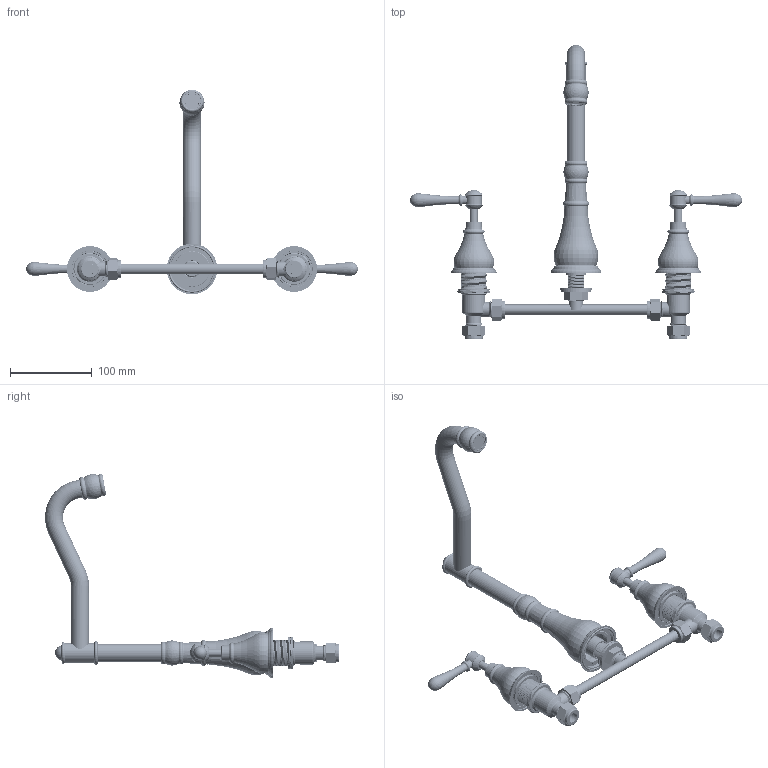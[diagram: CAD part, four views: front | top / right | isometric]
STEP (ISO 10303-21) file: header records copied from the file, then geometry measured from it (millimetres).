
FILE_DESCRIPTION (( 'STEP AP203' ), '1' );
FILE_NAME ('MV1014LCHE.STEP', '2020-02-26T07:07:28', ( 'Windows 蚚誧' ), ( '' ), 'SwSTEP 2.0', 'SolidWorks 2019', '' );
FILE_SCHEMA (( 'CONFIG_CONTROL_DESIGN' ));
Length unit declared in the file: millimetre
Products named in the file (52): 辦羲30.5坶踡蹟譫; M16X1 22奪爾諉簽; 18x1.5 O型圈; MV双把面盆钟罩组件; 双把手紫铜管（12.7X0.8X220); MV堤阨奪蚾庉芛; MV22堤阨奪蟀諉璃ㄗ郪ㄘ; MV三通面盆底帽; MV22古典出水管装饰圈; G1-2報滇酗諉芛; 双把110快开厨房主体组; Z19021D00  邧參翋极; 邧參報滇奪釱郪; MV珨趼忒謫; M16x1 22奪爾諉芛;     M70ZS02C     MV醱髓堤阨奪釱; 邧參醱髓褒概郪; 囀鞠褒潑芛蹟佪M5x12 (G12090G00); M4x5 囀鞠褒す傷蹟佪; MV1014LCHE; 110快开插齿G58阀芯（30.5阀盖）; G03097P00   呿蹋鞠褒簽;    M70ZS00C     MV醱髓笘欶 ; MV1014ACHE; 双把手紫铜管焊接头（G1-2H49);    M70ZS01C     MV醱髓笘欶蚾庉簽; 臟賙M21.5X1堤阨厙; 5-8辦羲概郋-110酗; 報滇荎宒郪; 58x2.5 O型圈 - UA70MV三通底帽; MV邧參珨趼忒謫釱; 220報滇豜肣諉奪郪; MV堤阨諳; 邧參報滇翋极郪; 22古典厨房直管焊接管; 22嘉萎報滇奪ㄗ爾諉ㄘ; 28.5X22.5X1.5綻祧菜え; G03009C00  邧參鞠褒簽; 22嘉萎報滇爾諉奪; M05001P00  呿蹋縐杶 ...
Assembly tree (73 placements, depth 5):
  MV1014LCHE
    双把110快开厨房主体组
      邧參報滇翋极郪
        邧參醱髓褒概郪
          Z19021D00  邧參翋极
          G03008C00   概极匐褒簽  x2
          40X32X1.5呿蹋菜え  x2
          G03009C00  邧參鞠褒簽  x2
          M05001P00  呿蹋縐杶  x2
        邧參醱髓褒概郪
          Z19021D00  邧參翋极
          G03008C00   概极匐褒簽  x2
          40X32X1.5呿蹋菜え  x2
          G03009C00  邧參鞠褒簽  x2
          M05001P00  呿蹋縐杶  x2
        220報滇豜肣諉奪郪
          双把手紫铜管（12.7X0.8X220)
          双把手紫铜管焊接头（G1-2H49)
        G03097P00   呿蹋鞠褒簽
        菜え
      110快开插齿G58阀芯（30.5阀盖）
        5-8辦羲概郋-110酗
        辦羲30.5坶踡蹟譫
        28.5X22.5X1.5綻祧菜え
      110快开插齿G58阀芯（30.5阀盖）
        5-8辦羲概郋-110酗
        辦羲30.5坶踡蹟譫
        28.5X22.5X1.5綻祧菜え
      MV双把面盆钟罩组件
           M70ZS00C     MV醱髓笘欶 
           M70ZS01C     MV醱髓笘欶蚾庉簽
      MV双把面盆钟罩组件
           M70ZS00C     MV醱髓笘欶 
           M70ZS01C     MV醱髓笘欶蚾庉簽
      MV珨趼忒謫
        MV邧參珨趼忒謫釱
           M70SB21C    MV珨趼忒梟裝
        囀鞠褒潑芛蹟佪M5x12 (G12090G00)
      MV珨趼忒謫
        MV邧參珨趼忒謫釱
           M70SB21C    MV珨趼忒梟裝
        囀鞠褒潑芛蹟佪M5x12 (G12090G00)
    邧參報滇奪釱郪
          M70ZS02C     MV醱髓堤阨奪釱
      MV三通面盆底帽
      G1-2報滇酗諉芛
      18x1.5 O型圈
      M4x5 囀鞠褒す傷蹟佪
      58x2.5 O型圈 - UA70MV三通底帽
    MV1014ACHE
      報滇荎宒郪
        22古典厨房直管（焊接）
          22古典厨房直管焊接管
          M16x1 22奪爾諉芛  x2
        MV堤阨奪蚾庉芛
        22嘉萎報滇奪ㄗ爾諉ㄘ
          22嘉萎奪爾諉芛
          22嘉萎報滇爾諉奪
          M16X1 22奪爾諉簽
        MV22古典出水管装饰圈
Bounding box: 406 x 359.53 x 250.28 mm (x, y, z)
Volume: 307193.5 mm3; surface area: 280695.6 mm2
Topology: 56 solids, 56 shells, 2772 faces, 7241 edges, 4679 vertices
Faces by surface type: cylinder 1326, plane 595, cone 405, torus 222, bspline 204, sphere 20
Entity records: 116551 total; most frequent: CARTESIAN_POINT 73697, ORIENTED_EDGE 8466, DIRECTION 7077, EDGE_CURVE 4233, AXIS2_PLACEMENT_3D 2875, VERTEX_POINT 2741, EDGE_LOOP 1786, FACE_OUTER_BOUND 1642
